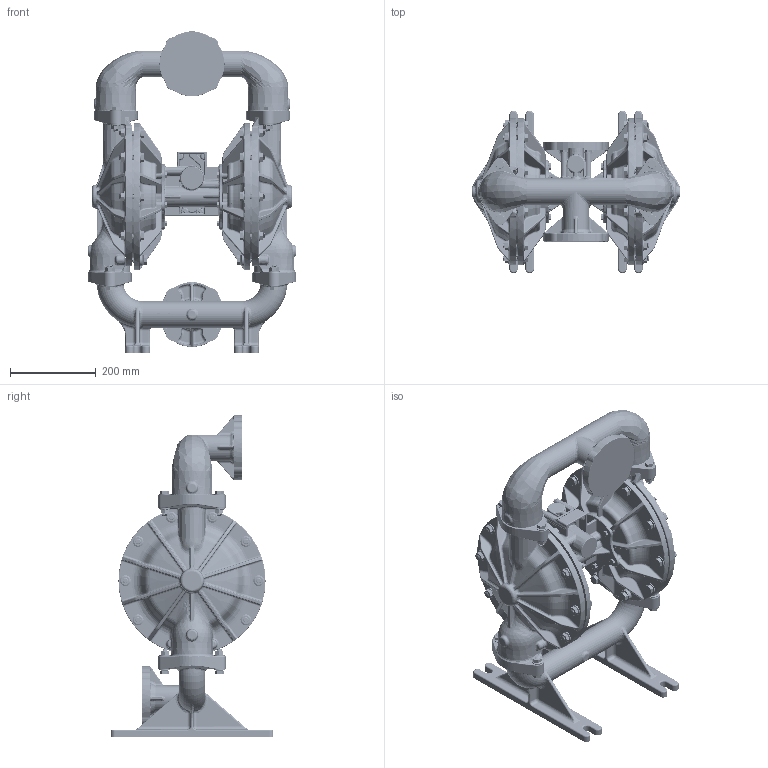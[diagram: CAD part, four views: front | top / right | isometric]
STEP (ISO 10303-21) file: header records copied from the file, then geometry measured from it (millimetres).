
FILE_DESCRIPTION((''),'2;1');
FILE_NAME('A200METALWEBSITESTEP','2018-03-07T08:23:32',('cstanko'),(''),'CREO PARAMETRIC BY PTC INC, 2017110','CREO PARAMETRIC BY PTC INC, 2017110','');
FILE_SCHEMA(('CONFIG_CONTROL_DESIGN'));
Products named in the file (1): A200METALWEBSITESTEP
Bounding box: 487.43 x 378.46 x 750.06 mm (x, y, z)
Surface area: 1861895.1 mm2 (no closed solid volume)
Topology: 0 solids, 196 shells, 6248 faces, 17634 edges, 11158 vertices
Faces by surface type: bspline 1605, cylinder 1514, plane 1131, torus 950, cone 820, sphere 217, extrusion 11
Entity records: 330520 total; most frequent: CARTESIAN_POINT 191313, ORIENTED_EDGE 31179, DIRECTION 24098, EDGE_CURVE 17407, VERTEX_POINT 11156, AXIS2_PLACEMENT_3D 9781, B_SPLINE_CURVE_WITH_KNOTS 7743, EDGE_LOOP 6247
